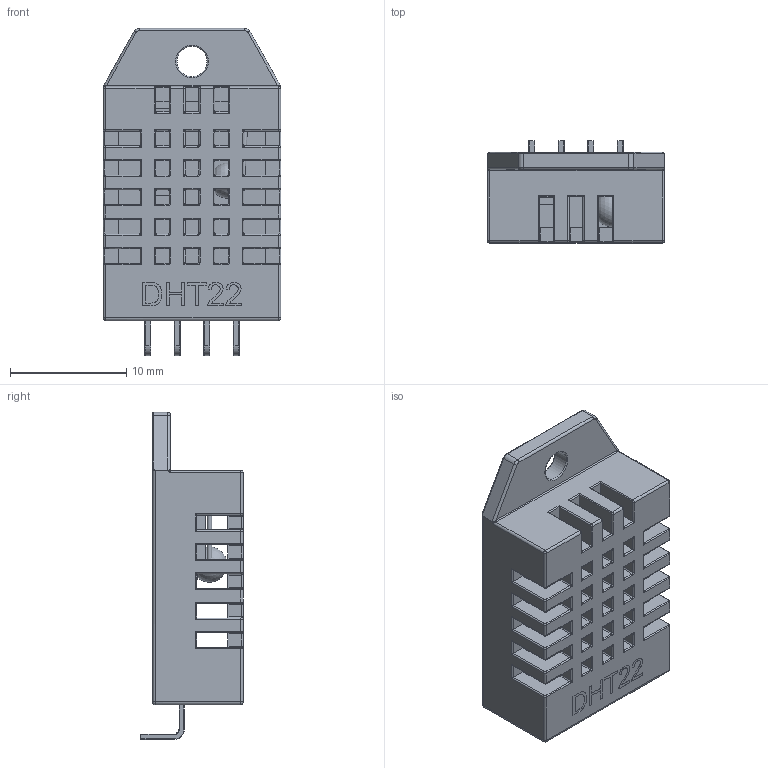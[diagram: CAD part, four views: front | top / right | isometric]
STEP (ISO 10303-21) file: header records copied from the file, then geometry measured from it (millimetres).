
FILE_DESCRIPTION(/* description */ (''),/* implementation_level */ '2;1');
FILE_NAME(/* name */ 'Version 1.1 - DHT22 Temperatursensor.step',/* time_stamp */ '2021-01-04T09:37:55+01:00',/* author */ (''),/* organization */ (''),/* preprocessor_version */ 'ST-DEVELOPER v18.1',/* originating_system */ 'Autodesk Translation Framework v9.7.1.1290',/* authorisation */ '');
FILE_SCHEMA (('AUTOMOTIVE_DESIGN { 1 0 10303 214 3 1 1 }'));
Length unit declared in the file: millimetre
Products named in the file (1): DHT22 Temperatursensor
Bounding box: 15.3 x 8.8 x 28.19 mm (x, y, z)
Volume: 1677.1 mm3; surface area: 2124.9 mm2
Topology: 4 solids, 4 shells, 704 faces, 1820 edges, 1037 vertices
Faces by surface type: cylinder 297, plane 209, bspline 158, torus 35, sphere 5
Full cylindrical faces by diameter (mm): 0.4 x2, 2.6 x1
Entity records: 22808 total; most frequent: CARTESIAN_POINT 6191, ORIENTED_EDGE 3492, DIRECTION 3367, EDGE_CURVE 1746, AXIS2_PLACEMENT_3D 1186, VERTEX_POINT 1037, LINE 995, VECTOR 995
